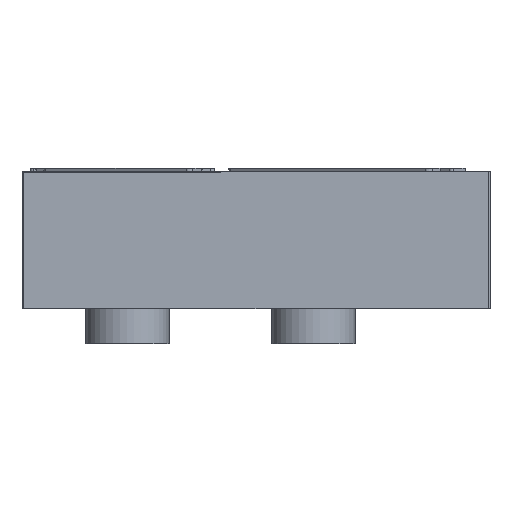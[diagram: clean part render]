
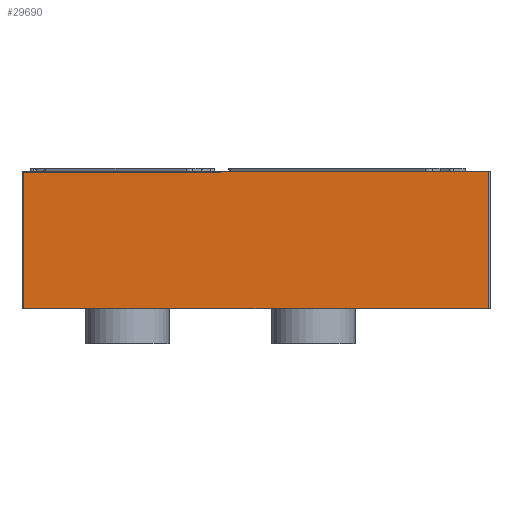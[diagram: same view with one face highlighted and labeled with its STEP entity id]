
A CAD part, front view. The second image highlights one B-rep face of the part: STEP entity #29690.
In plain terms, the highlighted planar face has unit normal (0, -1, 0).
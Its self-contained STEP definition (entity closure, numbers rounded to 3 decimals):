
#16380=CARTESIAN_POINT('',(-722.,-611.5,143.));
#16390=VERTEX_POINT('',#16380);
#16420=CARTESIAN_POINT('',(0.,-611.5,143.));
#16430=DIRECTION('',(1.,0.,0.));
#16440=VECTOR('',#16430,1.);
#16450=LINE('',#16420,#16440);
#16460=CARTESIAN_POINT('',(-1009.265,-611.5,143.));
#16470=VERTEX_POINT('',#16460);
#16480=EDGE_CURVE('',#16470,#16390,#16450,.T.);
#28750=CARTESIAN_POINT('',(-1221.,-611.5,122.));
#28760=DIRECTION('',(0.,0.,-1.));
#28770=VECTOR('',#28760,1.);
#28780=LINE('',#28750,#28770);
#28790=CARTESIAN_POINT('',(-1221.,-611.5,142.));
#28800=VERTEX_POINT('',#28790);
#28810=CARTESIAN_POINT('',(-1221.,-611.5,-4.5));
#28820=VERTEX_POINT('',#28810);
#28830=EDGE_CURVE('',#28800,#28820,#28780,.T.);
#29260=CARTESIAN_POINT('',(-722.,-611.5,-4.5));
#29270=VERTEX_POINT('',#29260);
#29300=CARTESIAN_POINT('',(-722.,-611.5,122.));
#29310=DIRECTION('',(0.,0.,-1.));
#29320=VECTOR('',#29310,1.);
#29330=LINE('',#29300,#29320);
#29340=EDGE_CURVE('',#16390,#29270,#29330,.T.);
#29390=CARTESIAN_POINT('',(-730.,-611.5,122.5));
#29400=DIRECTION('',(0.,1.,0.));
#29410=DIRECTION('',(1.,0.,0.));
#29420=AXIS2_PLACEMENT_3D('',#29390,#29400,#29410);
#29430=PLANE('',#29420);
#29440=ORIENTED_EDGE('',*,*,#29340,.F.);
#29450=CARTESIAN_POINT('',(-721.5,-611.5,-4.5));
#29460=DIRECTION('',(-1.,0.,0.));
#29470=VECTOR('',#29460,1.);
#29480=LINE('',#29450,#29470);
#29490=EDGE_CURVE('',#29270,#28820,#29480,.T.);
#29500=ORIENTED_EDGE('',*,*,#29490,.F.);
#29510=ORIENTED_EDGE('',*,*,#28830,.T.);
#29520=CARTESIAN_POINT('',(0.,-611.5,142.));
#29530=DIRECTION('',(1.,0.,0.));
#29540=VECTOR('',#29530,1.);
#29550=LINE('',#29520,#29540);
#29560=CARTESIAN_POINT('',(-1009.265,-611.5,142.));
#29570=VERTEX_POINT('',#29560);
#29580=EDGE_CURVE('',#28800,#29570,#29550,.T.);
#29590=ORIENTED_EDGE('',*,*,#29580,.F.);
#29600=CARTESIAN_POINT('',(-1009.265,-611.5,122.));
#29610=DIRECTION('',(0.,0.,1.));
#29620=VECTOR('',#29610,1.);
#29630=LINE('',#29600,#29620);
#29640=EDGE_CURVE('',#29570,#16470,#29630,.T.);
#29650=ORIENTED_EDGE('',*,*,#29640,.F.);
#29660=ORIENTED_EDGE('',*,*,#16480,.F.);
#29670=EDGE_LOOP('',(#29660,#29650,#29590,#29510,#29500,#29440));
#29680=FACE_OUTER_BOUND('',#29670,.T.);
#29690=ADVANCED_FACE('',(#29680),#29430,.F.);
